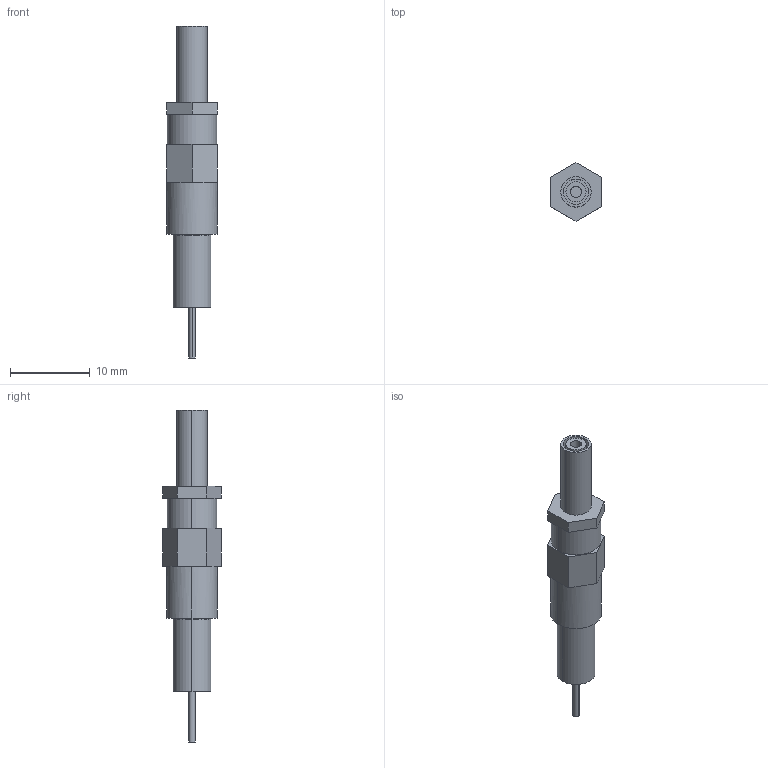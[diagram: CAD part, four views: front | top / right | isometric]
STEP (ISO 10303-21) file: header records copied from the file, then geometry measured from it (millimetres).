
FILE_DESCRIPTION (( 'STEP AP203' ), '1' );
FILE_NAME ('9251100.STEP', '2011-02-07T17:54:10', ( 'MIS' ), ( 'ISI INSULATORSEAL' ), 'SwSTEP 2.0', 'SolidWorks 2008', '' );
FILE_SCHEMA (( 'CONFIG_CONTROL_DESIGN' ));
Length unit declared in the file: inch
Products named in the file (6): 0320001A; 9251100; 0013511A; 0320101B; 0465201B; 0309801D
Assembly tree (5 placements, depth 2):
  9251100
    0013511A
    0320001A
    0465201B
    0320101B
    0309801D
Bounding box: 6.38 x 7.33 x 41.53 mm (x, y, z)
Volume: 723 mm3; surface area: 1240.4 mm2
Topology: 5 solids, 5 shells, 105 faces, 216 edges, 132 vertices
Faces by surface type: plane 45, cylinder 44, cone 14, torus 2
Entity records: 3428 total; most frequent: DIRECTION 552, CARTESIAN_POINT 461, ORIENTED_EDGE 432, AXIS2_PLACEMENT_3D 223, EDGE_CURVE 216, VERTEX_POINT 132, EDGE_LOOP 122, CIRCLE 110
